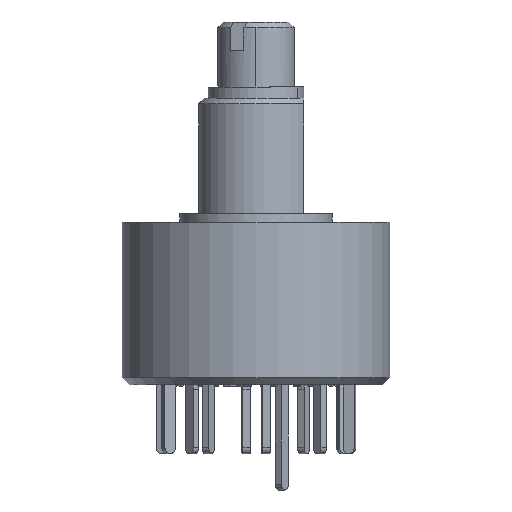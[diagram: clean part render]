
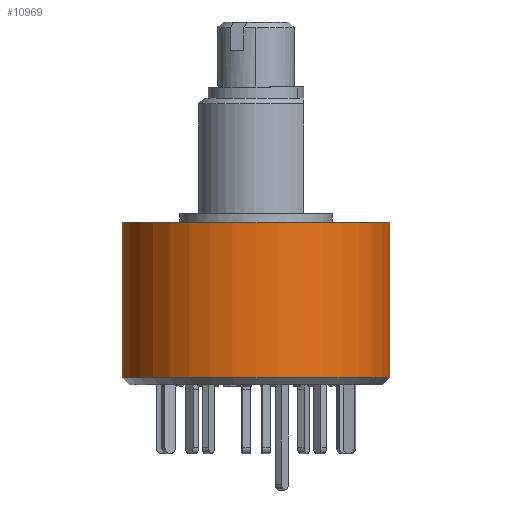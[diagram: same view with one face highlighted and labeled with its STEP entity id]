
A CAD part, left-side view. The second image highlights one B-rep face of the part: STEP entity #10969.
In plain terms, the highlighted cylindrical face has radius 7 mm (diameter 14 mm), a partial arc.
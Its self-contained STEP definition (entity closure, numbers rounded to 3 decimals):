
#32 = AXIS2_PLACEMENT_3D ( 'NONE', #13890, #6654, #3031 ) ;
#141 = LINE ( 'NONE', #15263, #3384 ) ;
#1476 = CARTESIAN_POINT ( 'NONE',  ( 0., 7., -8.574 ) ) ;
#1798 = DIRECTION ( 'NONE',  ( 0., 0., -1. ) ) ;
#2316 = DIRECTION ( 'NONE',  ( 0., -1., 0. ) ) ;
#3031 = DIRECTION ( 'NONE',  ( 0., -1., 0. ) ) ;
#3384 = VECTOR ( 'NONE', #1798, 1000. ) ;
#3903 = EDGE_CURVE ( 'NONE', #9367, #4193, #14412, .T. ) ;
#4193 = VERTEX_POINT ( 'NONE', #9851 ) ;
#4226 = ORIENTED_EDGE ( 'NONE', *, *, #5488, .T. ) ;
#4305 = ORIENTED_EDGE ( 'NONE', *, *, #15488, .F. ) ;
#4622 = EDGE_CURVE ( 'NONE', #5282, #4193, #4933, .T. ) ;
#4933 = CIRCLE ( 'NONE', #32, 7. ) ;
#5282 = VERTEX_POINT ( 'NONE', #1476 ) ;
#5488 = EDGE_CURVE ( 'NONE', #8769, #5282, #141, .T. ) ;
#6412 = CARTESIAN_POINT ( 'NONE',  ( 0., -7., -0.45 ) ) ;
#6654 = DIRECTION ( 'NONE',  ( 0., 0., 1. ) ) ;
#6831 = CYLINDRICAL_SURFACE ( 'NONE', #8243, 7. ) ;
#8162 = EDGE_LOOP ( 'NONE', ( #11276, #4305, #4226, #14396 ) ) ;
#8243 = AXIS2_PLACEMENT_3D ( 'NONE', #14201, #10608, #15361 ) ;
#8297 = DIRECTION ( 'NONE',  ( 0., 0., 1. ) ) ;
#8769 = VERTEX_POINT ( 'NONE', #9867 ) ;
#9367 = VERTEX_POINT ( 'NONE', #14002 ) ;
#9851 = CARTESIAN_POINT ( 'NONE',  ( 0., -7., -8.574 ) ) ;
#9867 = CARTESIAN_POINT ( 'NONE',  ( 0., 7., -0.45 ) ) ;
#10024 = AXIS2_PLACEMENT_3D ( 'NONE', #15472, #8297, #2316 ) ;
#10608 = DIRECTION ( 'NONE',  ( 0., 0., -1. ) ) ;
#10969 = ADVANCED_FACE ( 'NONE', ( #11005 ), #6831, .T. ) ;
#11005 = FACE_OUTER_BOUND ( 'NONE', #8162, .T. ) ;
#11205 = DIRECTION ( 'NONE',  ( 0., 0., -1. ) ) ;
#11276 = ORIENTED_EDGE ( 'NONE', *, *, #3903, .F. ) ;
#11954 = VECTOR ( 'NONE', #11205, 1000. ) ;
#12860 = CIRCLE ( 'NONE', #10024, 7. ) ;
#13890 = CARTESIAN_POINT ( 'NONE',  ( 0., 0., -8.574 ) ) ;
#14002 = CARTESIAN_POINT ( 'NONE',  ( 0., -7., -0.45 ) ) ;
#14201 = CARTESIAN_POINT ( 'NONE',  ( 0., 0., -0.45 ) ) ;
#14396 = ORIENTED_EDGE ( 'NONE', *, *, #4622, .T. ) ;
#14412 = LINE ( 'NONE', #6412, #11954 ) ;
#15263 = CARTESIAN_POINT ( 'NONE',  ( 0., 7., -0.45 ) ) ;
#15361 = DIRECTION ( 'NONE',  ( 0., 1., 0. ) ) ;
#15472 = CARTESIAN_POINT ( 'NONE',  ( 0., 0., -0.45 ) ) ;
#15488 = EDGE_CURVE ( 'NONE', #8769, #9367, #12860, .T. ) ;
